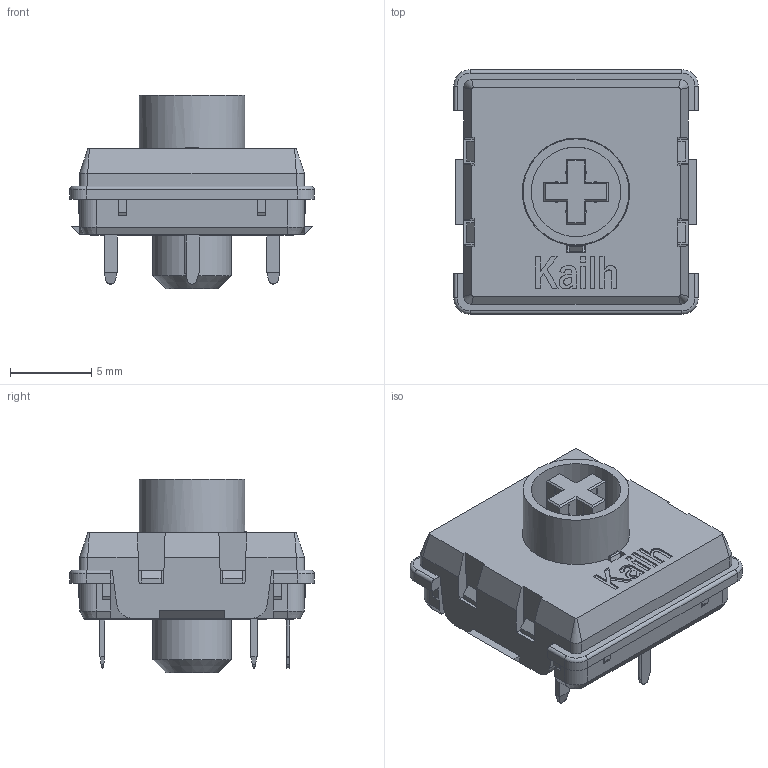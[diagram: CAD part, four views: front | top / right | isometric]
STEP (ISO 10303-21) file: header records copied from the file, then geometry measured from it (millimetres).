
FILE_DESCRIPTION(('FreeCAD Model'),'2;1');
FILE_NAME('Open CASCADE Shape Model','2023-06-05T16:12:58',(''),(''), 'Open CASCADE STEP processor 7.6','FreeCAD','Unknown');
FILE_SCHEMA(('AUTOMOTIVE_DESIGN { 1 0 10303 214 1 1 1 1 }'));
Length unit declared in the file: millimetre
Products named in the file (9): blue; bottom; contact; pin1; stem; top; pin2; pin3; click_bar
Assembly tree (8 placements, depth 2):
  blue
    bottom
    contact
    pin1
    stem
    top
    pin2
    pin3
    click_bar
Bounding box: 15 x 15 x 11.9 mm (x, y, z)
Volume: 667.2 mm3; surface area: 2278.6 mm2
Topology: 8 solids, 8 shells, 891 faces, 2343 edges, 1480 vertices
Faces by surface type: plane 557, cylinder 185, extrusion 60, torus 47, bspline 20, sphere 14, cone 8
Full cylindrical faces by diameter (mm): 0.25 x4, 0.5 x4, 0.95 x4, 1 x4, 1.7 x1, 1.8 x1, 2.8 x1, 4 x2, 4.8 x1, 5.5 x1, 6.5 x1
Entity records: 28633 total; most frequent: CARTESIAN_POINT 6526, ORIENTED_EDGE 4654, DIRECTION 4310, EDGE_CURVE 2327, VECTOR 1778, LINE 1718, VERTEX_POINT 1480, AXIS2_PLACEMENT_3D 1266
